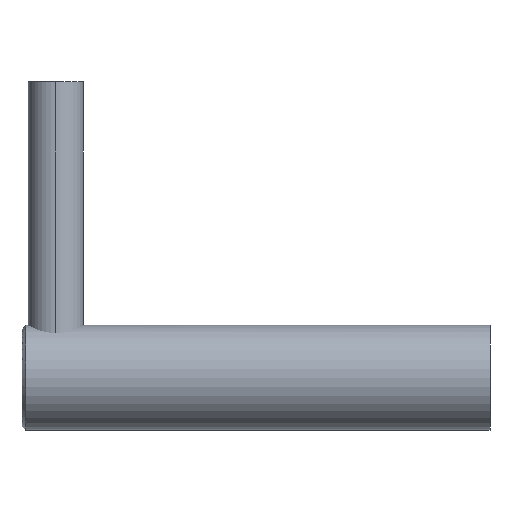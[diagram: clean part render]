
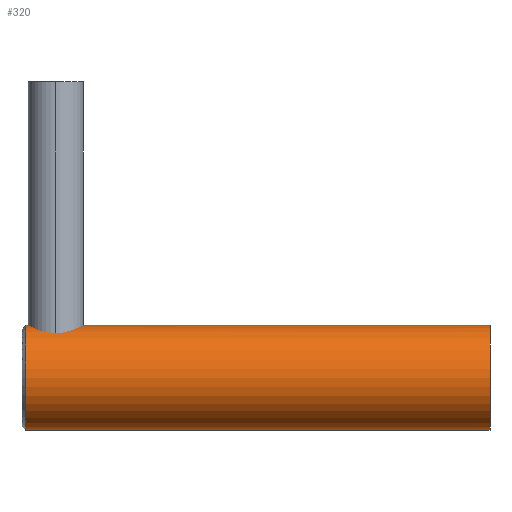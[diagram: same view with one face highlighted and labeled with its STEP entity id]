
A CAD part, left-side view. The second image highlights one B-rep face of the part: STEP entity #320.
In plain terms, the highlighted cylindrical face has radius 14 mm (diameter 28 mm), a partial arc.
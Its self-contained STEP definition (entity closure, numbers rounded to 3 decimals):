
#8 = VERTEX_POINT ( 'NONE', #318 ) ;
#12 = CIRCLE ( 'NONE', #41, 14. ) ;
#17 = CARTESIAN_POINT ( 'NONE',  ( -6.35, 116., 12.477 ) ) ;
#21 = CARTESIAN_POINT ( 'NONE',  ( -6.141, 117.669, 12.582 ) ) ;
#41 = AXIS2_PLACEMENT_3D ( 'NONE', #396, #782, #594 ) ;
#46 = CARTESIAN_POINT ( 'NONE',  ( -5.697, 113.165, 12.79 ) ) ;
#52 = ORIENTED_EDGE ( 'NONE', *, *, #390, .F. ) ;
#62 = CARTESIAN_POINT ( 'NONE',  ( -2.063, 109.991, 13.849 ) ) ;
#65 = ORIENTED_EDGE ( 'NONE', *, *, #481, .T. ) ;
#72 = DIRECTION ( 'NONE',  ( 0., -1., 0. ) ) ;
#86 = ORIENTED_EDGE ( 'NONE', *, *, #227, .T. ) ;
#92 = CARTESIAN_POINT ( 'NONE',  ( -4.785, 120.195, 13.161 ) ) ;
#93 = AXIS2_PLACEMENT_3D ( 'NONE', #245, #724, #117 ) ;
#96 = CARTESIAN_POINT ( 'NONE',  ( -6.35, 116.425, 12.477 ) ) ;
#98 = CARTESIAN_POINT ( 'NONE',  ( 0., 124., 0. ) ) ;
#117 = DIRECTION ( 'NONE',  ( 0., 0., -1. ) ) ;
#119 = LINE ( 'NONE', #195, #478 ) ;
#121 = ORIENTED_EDGE ( 'NONE', *, *, #743, .F. ) ;
#122 = DIRECTION ( 'NONE',  ( 0., -1., 0. ) ) ;
#123 = CARTESIAN_POINT ( 'NONE',  ( -2.831, 110.301, 13.716 ) ) ;
#128 = CARTESIAN_POINT ( 'NONE',  ( 0., 122.35, 14. ) ) ;
#140 = CARTESIAN_POINT ( 'NONE',  ( -0.419, 122.34, 13.995 ) ) ;
#151 = CARTESIAN_POINT ( 'NONE',  ( 0., 0., 14. ) ) ;
#153 = CARTESIAN_POINT ( 'NONE',  ( 0., 122.35, 14. ) ) ;
#179 = LINE ( 'NONE', #740, #277 ) ;
#182 = CARTESIAN_POINT ( 'NONE',  ( -3.194, 110.496, 13.635 ) ) ;
#187 = CARTESIAN_POINT ( 'NONE',  ( -0.421, 109.65, 14. ) ) ;
#195 = CARTESIAN_POINT ( 'NONE',  ( 0., 125., 14. ) ) ;
#210 = CARTESIAN_POINT ( 'NONE',  ( -3.203, 121.498, 13.633 ) ) ;
#215 = CARTESIAN_POINT ( 'NONE',  ( -1.668, 122.141, 13.906 ) ) ;
#223 = CARTESIAN_POINT ( 'NONE',  ( -5.502, 112.803, 12.876 ) ) ;
#227 = EDGE_CURVE ( 'NONE', #333, #759, #12, .T. ) ;
#244 = CARTESIAN_POINT ( 'NONE',  ( -3.876, 110.966, 13.454 ) ) ;
#245 = CARTESIAN_POINT ( 'NONE',  ( 0., 125., 0. ) ) ;
#247 = VERTEX_POINT ( 'NONE', #533 ) ;
#249 = CARTESIAN_POINT ( 'NONE',  ( -0.838, 109.692, 13.981 ) ) ;
#256 = CARTESIAN_POINT ( 'NONE',  ( 0., 109.65, 14. ) ) ;
#273 = VERTEX_POINT ( 'NONE', #542 ) ;
#277 = VECTOR ( 'NONE', #672, 1000. ) ;
#283 = CARTESIAN_POINT ( 'NONE',  ( -4.201, 120.779, 13.358 ) ) ;
#290 = VERTEX_POINT ( 'NONE', #153 ) ;
#296 = CARTESIAN_POINT ( 'NONE',  ( -4.634, 111.654, 13.212 ) ) ;
#301 = CARTESIAN_POINT ( 'NONE',  ( -6.35, 115.574, 12.477 ) ) ;
#318 = CARTESIAN_POINT ( 'NONE',  ( 0., 124., 14. ) ) ;
#320 = ADVANCED_FACE ( 'NONE', ( #705 ), #557, .T. ) ;
#327 = CARTESIAN_POINT ( 'NONE',  ( -5.387, 119.369, 12.923 ) ) ;
#333 = VERTEX_POINT ( 'NONE', #791 ) ;
#350 = B_SPLINE_CURVE_WITH_KNOTS ( 'NONE', 3,
 ( #128, #369, #140, #512, #757, #215, #445, #507, #210, #394, #283, #92, #380, #327, #703, #753, #451, #383, #21, #503, #96, #748 ),
 .UNSPECIFIED., .F., .F.,
 ( 4, 2, 2, 2, 2, 2, 2, 2, 2, 2, 4 ),
 ( 0.03, 0.031, 0.031, 0.033, 0.034, 0.035, 0.036, 0.037, 0.038, 0.039, 0.04 ),
 .UNSPECIFIED. ) ;
#369 = CARTESIAN_POINT ( 'NONE',  ( -0.21, 122.35, 14. ) ) ;
#373 = CARTESIAN_POINT ( 'NONE',  ( 0., 125., -14. ) ) ;
#375 = CARTESIAN_POINT ( 'NONE',  ( -2.259, 110.062, 13.818 ) ) ;
#380 = CARTESIAN_POINT ( 'NONE',  ( -5.045, 119.878, 13.062 ) ) ;
#383 = CARTESIAN_POINT ( 'NONE',  ( -6.019, 118.065, 12.641 ) ) ;
#390 = EDGE_CURVE ( 'NONE', #247, #759, #179, .T. ) ;
#394 = CARTESIAN_POINT ( 'NONE',  ( -3.885, 121.04, 13.455 ) ) ;
#396 = CARTESIAN_POINT ( 'NONE',  ( 0., 0., 0. ) ) ;
#400 = EDGE_CURVE ( 'NONE', #8, #290, #119, .T. ) ;
#417 = VECTOR ( 'NONE', #72, 1000. ) ;
#445 = CARTESIAN_POINT ( 'NONE',  ( -2.067, 122.019, 13.852 ) ) ;
#451 = CARTESIAN_POINT ( 'NONE',  ( -5.779, 118.641, 12.752 ) ) ;
#456 = B_SPLINE_CURVE_WITH_KNOTS ( 'NONE', 3,
 ( #550, #301, #728, #605, #723, #46, #223, #790, #466, #532, #296, #771, #537, #244, #487, #182, #123, #375, #62, #564, #793, #249, #187, #256 ),
 .UNSPECIFIED., .F., .F.,
 ( 4, 2, 2, 2, 2, 2, 2, 2, 2, 2, 2, 4 ),
 ( 0., 0.001, 0.003, 0.004, 0.004, 0.005, 0.006, 0.006, 0.008, 0.008, 0.009, 0.01 ),
 .UNSPECIFIED. ) ;
#465 = AXIS2_PLACEMENT_3D ( 'NONE', #98, #508, #583 ) ;
#466 = CARTESIAN_POINT ( 'NONE',  ( -5.032, 112.122, 13.065 ) ) ;
#469 = ORIENTED_EDGE ( 'NONE', *, *, #400, .F. ) ;
#478 = VECTOR ( 'NONE', #122, 1000. ) ;
#481 = EDGE_CURVE ( 'NONE', #273, #333, #498, .T. ) ;
#487 = CARTESIAN_POINT ( 'NONE',  ( -3.71, 110.842, 13.501 ) ) ;
#498 = LINE ( 'NONE', #373, #417 ) ;
#503 = CARTESIAN_POINT ( 'NONE',  ( -6.307, 116.851, 12.499 ) ) ;
#507 = CARTESIAN_POINT ( 'NONE',  ( -2.833, 121.698, 13.716 ) ) ;
#508 = DIRECTION ( 'NONE',  ( 0., -1., 0. ) ) ;
#512 = CARTESIAN_POINT ( 'NONE',  ( -0.837, 122.298, 13.977 ) ) ;
#532 = CARTESIAN_POINT ( 'NONE',  ( -4.771, 111.805, 13.163 ) ) ;
#533 = CARTESIAN_POINT ( 'NONE',  ( 0., 109.65, 14. ) ) ;
#537 = CARTESIAN_POINT ( 'NONE',  ( -4.194, 111.227, 13.358 ) ) ;
#542 = CARTESIAN_POINT ( 'NONE',  ( 0., 124., -14. ) ) ;
#550 = CARTESIAN_POINT ( 'NONE',  ( -6.35, 116., 12.477 ) ) ;
#557 = CYLINDRICAL_SURFACE ( 'NONE', #93, 14. ) ;
#564 = CARTESIAN_POINT ( 'NONE',  ( -1.661, 109.868, 13.903 ) ) ;
#565 = CIRCLE ( 'NONE', #465, 14. ) ;
#583 = DIRECTION ( 'NONE',  ( 0., 0., 1. ) ) ;
#594 = DIRECTION ( 'NONE',  ( 0., 0., 1. ) ) ;
#596 = ORIENTED_EDGE ( 'NONE', *, *, #737, .F. ) ;
#605 = CARTESIAN_POINT ( 'NONE',  ( -6.143, 114.337, 12.581 ) ) ;
#634 = VERTEX_POINT ( 'NONE', #17 ) ;
#672 = DIRECTION ( 'NONE',  ( 0., -1., 0. ) ) ;
#681 = EDGE_CURVE ( 'NONE', #8, #273, #565, .T. ) ;
#692 = ORIENTED_EDGE ( 'NONE', *, *, #681, .T. ) ;
#703 = CARTESIAN_POINT ( 'NONE',  ( -5.493, 119.193, 12.878 ) ) ;
#705 = FACE_OUTER_BOUND ( 'NONE', #785, .T. ) ;
#723 = CARTESIAN_POINT ( 'NONE',  ( -6.018, 113.931, 12.642 ) ) ;
#724 = DIRECTION ( 'NONE',  ( 0., -1., 0. ) ) ;
#728 = CARTESIAN_POINT ( 'NONE',  ( -6.308, 115.156, 12.499 ) ) ;
#737 = EDGE_CURVE ( 'NONE', #634, #247, #456, .T. ) ;
#740 = CARTESIAN_POINT ( 'NONE',  ( 0., 125., 14. ) ) ;
#743 = EDGE_CURVE ( 'NONE', #290, #634, #350, .T. ) ;
#748 = CARTESIAN_POINT ( 'NONE',  ( -6.35, 116., 12.477 ) ) ;
#753 = CARTESIAN_POINT ( 'NONE',  ( -5.688, 118.83, 12.793 ) ) ;
#757 = CARTESIAN_POINT ( 'NONE',  ( -1.047, 122.267, 13.962 ) ) ;
#759 = VERTEX_POINT ( 'NONE', #151 ) ;
#771 = CARTESIAN_POINT ( 'NONE',  ( -4.345, 111.365, 13.31 ) ) ;
#782 = DIRECTION ( 'NONE',  ( 0., 1., 0. ) ) ;
#785 = EDGE_LOOP ( 'NONE', ( #469, #692, #65, #86, #52, #596, #121 ) ) ;
#790 = CARTESIAN_POINT ( 'NONE',  ( -5.157, 112.289, 13.016 ) ) ;
#791 = CARTESIAN_POINT ( 'NONE',  ( 0., 0., -14. ) ) ;
#793 = CARTESIAN_POINT ( 'NONE',  ( -1.456, 109.816, 13.926 ) ) ;
